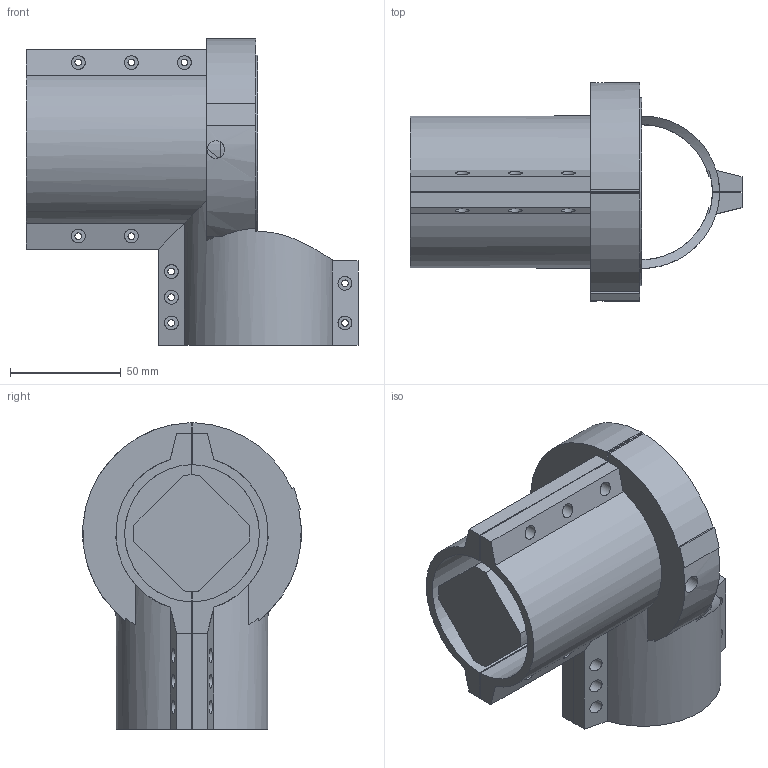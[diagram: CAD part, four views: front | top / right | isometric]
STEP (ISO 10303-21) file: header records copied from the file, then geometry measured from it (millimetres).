
FILE_DESCRIPTION(('Open CASCADE Model'),'2;1');
FILE_NAME('Open CASCADE Shape Model','2024-11-11T14:29:18',('Author'),( 'Open CASCADE'),'Open CASCADE STEP processor 7.6','Open CASCADE 7.6' ,'Unknown');
FILE_SCHEMA(('AUTOMOTIVE_DESIGN { 1 0 10303 214 1 1 1 1 }'));
Length unit declared in the file: millimetre
Products named in the file (6): Open CASCADE STEP translator 7.6 1; Open CASCADE STEP translator 7.6 1.1; Open CASCADE STEP translator 7.6 1.2; Open CASCADE STEP translator 7.6 1.3; Open CASCADE STEP translator 7.6 1.4; Open CASCADE STEP translator 7.6 1.5
Assembly tree (5 placements, depth 2):
  Open CASCADE STEP translator 7.6 1
    Open CASCADE STEP translator 7.6 1.1
    Open CASCADE STEP translator 7.6 1.2
    Open CASCADE STEP translator 7.6 1.3
    Open CASCADE STEP translator 7.6 1.4
    Open CASCADE STEP translator 7.6 1.5
Bounding box: 150.03 x 98.8 x 138.54 mm (x, y, z)
Volume: 413962.1 mm3; surface area: 136257.8 mm2
Topology: 5 solids, 5 shells, 240 faces, 655 edges, 451 vertices
Faces by surface type: plane 121, cylinder 119
Full cylindrical faces by diameter (mm): 3.03 x20, 4 x4, 4.04 x4, 5.2 x6, 6.248 x20, 8 x4, 22 x1, 30 x1, 36 x1, 56.8 x1, 60 x1, 85 x1
Entity records: 21771 total; most frequent: CARTESIAN_POINT 8761, DIRECTION 2397, ORIENTED_EDGE 1310, PCURVE 1310, DEFINITIONAL_REPRESENTATION 1310, LINE 1145, VECTOR 1145, EDGE_CURVE 655
